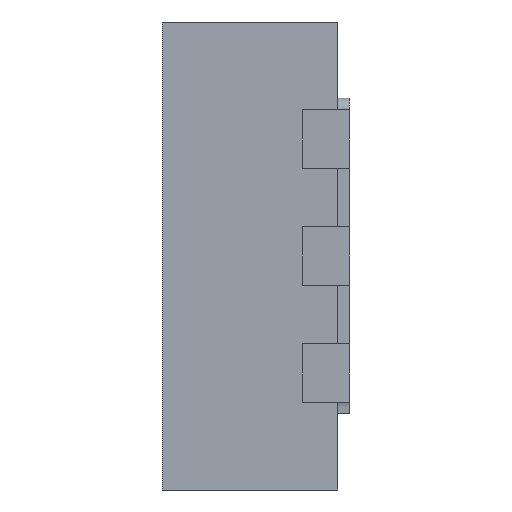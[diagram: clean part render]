
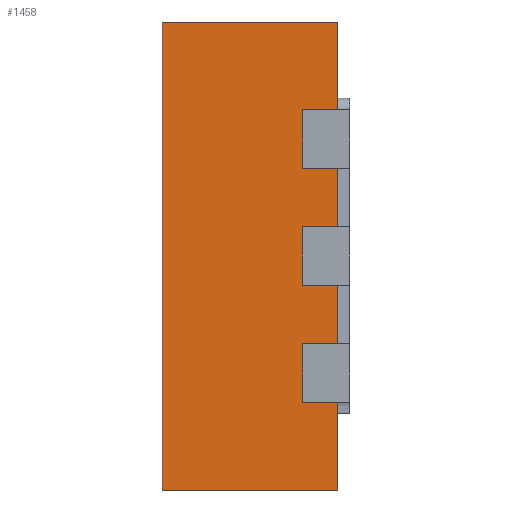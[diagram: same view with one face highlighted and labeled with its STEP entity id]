
A CAD part, left-side view. The second image highlights one B-rep face of the part: STEP entity #1458.
In plain terms, the highlighted planar face has unit normal (-1, 0, 0).
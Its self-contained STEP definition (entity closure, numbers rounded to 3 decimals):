
#64 = DIRECTION ( 'NONE',  ( 0., 0., 1. ) ) ;
#75 = CARTESIAN_POINT ( 'NONE',  ( -1.5, 0.05, -1. ) ) ;
#90 = EDGE_CURVE ( 'NONE', #2081, #3718, #401, .T. ) ;
#118 = ORIENTED_EDGE ( 'NONE', *, *, #2634, .F. ) ;
#125 = CARTESIAN_POINT ( 'NONE',  ( -1.5, 0.2, 0.625 ) ) ;
#138 = CARTESIAN_POINT ( 'NONE',  ( -1.5, 0.2, 0.125 ) ) ;
#205 = LINE ( 'NONE', #1184, #374 ) ;
#214 = EDGE_CURVE ( 'NONE', #586, #3718, #2537, .T. ) ;
#236 = EDGE_CURVE ( 'NONE', #3505, #502, #1391, .T. ) ;
#270 = LINE ( 'NONE', #1307, #2158 ) ;
#338 = LINE ( 'NONE', #1512, #1110 ) ;
#351 = ORIENTED_EDGE ( 'NONE', *, *, #1696, .T. ) ;
#370 = EDGE_CURVE ( 'NONE', #502, #2102, #270, .T. ) ;
#374 = VECTOR ( 'NONE', #866, 1000. ) ;
#401 = LINE ( 'NONE', #3174, #2682 ) ;
#427 = DIRECTION ( 'NONE',  ( 0., 0., 1. ) ) ;
#451 = ORIENTED_EDGE ( 'NONE', *, *, #1213, .T. ) ;
#502 = VERTEX_POINT ( 'NONE', #3424 ) ;
#536 = CARTESIAN_POINT ( 'NONE',  ( -1.5, 0.05, -0.625 ) ) ;
#545 = CARTESIAN_POINT ( 'NONE',  ( -1.5, 0.2, -0.375 ) ) ;
#582 = ORIENTED_EDGE ( 'NONE', *, *, #3399, .F. ) ;
#586 = VERTEX_POINT ( 'NONE', #3307 ) ;
#620 = ORIENTED_EDGE ( 'NONE', *, *, #2009, .T. ) ;
#659 = EDGE_CURVE ( 'NONE', #857, #1246, #1926, .T. ) ;
#676 = VERTEX_POINT ( 'NONE', #3656 ) ;
#677 = ORIENTED_EDGE ( 'NONE', *, *, #90, .F. ) ;
#708 = ORIENTED_EDGE ( 'NONE', *, *, #236, .F. ) ;
#754 = LINE ( 'NONE', #1624, #3189 ) ;
#795 = DIRECTION ( 'NONE',  ( 0., 0., 1. ) ) ;
#801 = LINE ( 'NONE', #845, #1417 ) ;
#808 = ORIENTED_EDGE ( 'NONE', *, *, #3057, .T. ) ;
#845 = CARTESIAN_POINT ( 'NONE',  ( -1.5, 0.05, 1. ) ) ;
#857 = VERTEX_POINT ( 'NONE', #545 ) ;
#866 = DIRECTION ( 'NONE',  ( 0., 0., 1. ) ) ;
#867 = CARTESIAN_POINT ( 'NONE',  ( -1.5, 0.05, 0.625 ) ) ;
#939 = VERTEX_POINT ( 'NONE', #867 ) ;
#973 = CARTESIAN_POINT ( 'NONE',  ( -1.5, 0.05, 1. ) ) ;
#1028 = DIRECTION ( 'NONE',  ( 0., -1., 0. ) ) ;
#1084 = VERTEX_POINT ( 'NONE', #138 ) ;
#1095 = DIRECTION ( 'NONE',  ( 0., -1., 0. ) ) ;
#1110 = VECTOR ( 'NONE', #1276, 1000. ) ;
#1120 = VECTOR ( 'NONE', #2945, 1000. ) ;
#1143 = CARTESIAN_POINT ( 'NONE',  ( -1.5, 0.05, 0.375 ) ) ;
#1167 = CARTESIAN_POINT ( 'NONE',  ( -1.5, 0.05, 1. ) ) ;
#1184 = CARTESIAN_POINT ( 'NONE',  ( -1.5, 0.05, 1. ) ) ;
#1213 = EDGE_CURVE ( 'NONE', #939, #2979, #2972, .T. ) ;
#1246 = VERTEX_POINT ( 'NONE', #2713 ) ;
#1276 = DIRECTION ( 'NONE',  ( 0., 0., -1. ) ) ;
#1303 = ORIENTED_EDGE ( 'NONE', *, *, #1813, .T. ) ;
#1307 = CARTESIAN_POINT ( 'NONE',  ( -1.5, 0.2, 0.375 ) ) ;
#1341 = CARTESIAN_POINT ( 'NONE',  ( -1.5, 0.8, -1. ) ) ;
#1348 = CARTESIAN_POINT ( 'NONE',  ( -1.5, 0.2, -0.375 ) ) ;
#1391 = LINE ( 'NONE', #1796, #2300 ) ;
#1417 = VECTOR ( 'NONE', #2866, 1000. ) ;
#1458 = ADVANCED_FACE ( 'NONE', ( #1820 ), #3315, .T. ) ;
#1468 = ORIENTED_EDGE ( 'NONE', *, *, #1988, .F. ) ;
#1512 = CARTESIAN_POINT ( 'NONE',  ( -1.5, 0.2, 0.125 ) ) ;
#1533 = CARTESIAN_POINT ( 'NONE',  ( -1.5, 0.2, 0.125 ) ) ;
#1549 = DIRECTION ( 'NONE',  ( -1., 0., 0. ) ) ;
#1568 = VERTEX_POINT ( 'NONE', #1341 ) ;
#1576 = VECTOR ( 'NONE', #2059, 1000. ) ;
#1578 = DIRECTION ( 'NONE',  ( 0., -1., 0. ) ) ;
#1590 = DIRECTION ( 'NONE',  ( 0., -1., 0. ) ) ;
#1624 = CARTESIAN_POINT ( 'NONE',  ( -1.5, 0.05, 1. ) ) ;
#1667 = ORIENTED_EDGE ( 'NONE', *, *, #370, .F. ) ;
#1696 = EDGE_CURVE ( 'NONE', #1084, #3170, #3417, .T. ) ;
#1717 = EDGE_CURVE ( 'NONE', #3170, #2102, #754, .T. ) ;
#1766 = CARTESIAN_POINT ( 'NONE',  ( -1.5, 0.8, 1. ) ) ;
#1796 = CARTESIAN_POINT ( 'NONE',  ( -1.5, 0.2, 0.625 ) ) ;
#1799 = VERTEX_POINT ( 'NONE', #536 ) ;
#1813 = EDGE_CURVE ( 'NONE', #2979, #3519, #801, .T. ) ;
#1820 = FACE_OUTER_BOUND ( 'NONE', #1992, .T. ) ;
#1855 = VECTOR ( 'NONE', #1095, 1000. ) ;
#1926 = LINE ( 'NONE', #1348, #2624 ) ;
#1981 = ORIENTED_EDGE ( 'NONE', *, *, #214, .T. ) ;
#1988 = EDGE_CURVE ( 'NONE', #1084, #2081, #338, .T. ) ;
#1990 = LINE ( 'NONE', #75, #1576 ) ;
#1992 = EDGE_LOOP ( 'NONE', ( #351, #2183, #1667, #708, #620, #451, #1303, #118, #582, #808, #2591, #2204, #2066, #1981, #677, #1468 ) ) ;
#2009 = EDGE_CURVE ( 'NONE', #3505, #939, #3494, .T. ) ;
#2012 = DIRECTION ( 'NONE',  ( 0., -1., 0. ) ) ;
#2059 = DIRECTION ( 'NONE',  ( 0., 1., 0. ) ) ;
#2066 = ORIENTED_EDGE ( 'NONE', *, *, #2750, .T. ) ;
#2081 = VERTEX_POINT ( 'NONE', #2830 ) ;
#2102 = VERTEX_POINT ( 'NONE', #1143 ) ;
#2135 = LINE ( 'NONE', #3256, #3042 ) ;
#2158 = VECTOR ( 'NONE', #1590, 1000. ) ;
#2183 = ORIENTED_EDGE ( 'NONE', *, *, #1717, .T. ) ;
#2204 = ORIENTED_EDGE ( 'NONE', *, *, #659, .F. ) ;
#2268 = CARTESIAN_POINT ( 'NONE',  ( -1.5, 0.05, 1. ) ) ;
#2300 = VECTOR ( 'NONE', #3270, 1000. ) ;
#2376 = CARTESIAN_POINT ( 'NONE',  ( -1.5, 0.05, 1. ) ) ;
#2514 = VECTOR ( 'NONE', #1578, 1000. ) ;
#2537 = LINE ( 'NONE', #2376, #3432 ) ;
#2591 = ORIENTED_EDGE ( 'NONE', *, *, #2967, .F. ) ;
#2624 = VECTOR ( 'NONE', #3362, 1000. ) ;
#2634 = EDGE_CURVE ( 'NONE', #1568, #3519, #3231, .T. ) ;
#2643 = DIRECTION ( 'NONE',  ( 0., 0., 1. ) ) ;
#2682 = VECTOR ( 'NONE', #2012, 1000. ) ;
#2713 = CARTESIAN_POINT ( 'NONE',  ( -1.5, 0.2, -0.625 ) ) ;
#2748 = CARTESIAN_POINT ( 'NONE',  ( -1.5, 0.2, 0.625 ) ) ;
#2750 = EDGE_CURVE ( 'NONE', #857, #586, #2135, .T. ) ;
#2830 = CARTESIAN_POINT ( 'NONE',  ( -1.5, 0.2, -0.125 ) ) ;
#2866 = DIRECTION ( 'NONE',  ( 0., 1., 0. ) ) ;
#2945 = DIRECTION ( 'NONE',  ( 0., 0., 1. ) ) ;
#2967 = EDGE_CURVE ( 'NONE', #1246, #1799, #3318, .T. ) ;
#2972 = LINE ( 'NONE', #1167, #1120 ) ;
#2979 = VERTEX_POINT ( 'NONE', #2268 ) ;
#3042 = VECTOR ( 'NONE', #3273, 1000. ) ;
#3057 = EDGE_CURVE ( 'NONE', #676, #1799, #205, .T. ) ;
#3124 = CARTESIAN_POINT ( 'NONE',  ( -1.5, 0.2, -0.625 ) ) ;
#3132 = CARTESIAN_POINT ( 'NONE',  ( -1.5, 0.05, -0.125 ) ) ;
#3139 = VECTOR ( 'NONE', #64, 1000. ) ;
#3170 = VERTEX_POINT ( 'NONE', #3358 ) ;
#3174 = CARTESIAN_POINT ( 'NONE',  ( -1.5, 0.2, -0.125 ) ) ;
#3189 = VECTOR ( 'NONE', #795, 1000. ) ;
#3231 = LINE ( 'NONE', #1766, #3139 ) ;
#3256 = CARTESIAN_POINT ( 'NONE',  ( -1.5, 0.2, -0.375 ) ) ;
#3262 = CARTESIAN_POINT ( 'NONE',  ( -1.5, 0.8, 1. ) ) ;
#3270 = DIRECTION ( 'NONE',  ( 0., 0., -1. ) ) ;
#3273 = DIRECTION ( 'NONE',  ( 0., -1., 0. ) ) ;
#3307 = CARTESIAN_POINT ( 'NONE',  ( -1.5, 0.05, -0.375 ) ) ;
#3315 = PLANE ( 'NONE',  #3390 ) ;
#3318 = LINE ( 'NONE', #3124, #1855 ) ;
#3358 = CARTESIAN_POINT ( 'NONE',  ( -1.5, 0.05, 0.125 ) ) ;
#3362 = DIRECTION ( 'NONE',  ( 0., 0., -1. ) ) ;
#3390 = AXIS2_PLACEMENT_3D ( 'NONE', #973, #1549, #427 ) ;
#3399 = EDGE_CURVE ( 'NONE', #676, #1568, #1990, .T. ) ;
#3417 = LINE ( 'NONE', #1533, #3497 ) ;
#3424 = CARTESIAN_POINT ( 'NONE',  ( -1.5, 0.2, 0.375 ) ) ;
#3432 = VECTOR ( 'NONE', #2643, 1000. ) ;
#3494 = LINE ( 'NONE', #2748, #2514 ) ;
#3497 = VECTOR ( 'NONE', #1028, 1000. ) ;
#3505 = VERTEX_POINT ( 'NONE', #125 ) ;
#3519 = VERTEX_POINT ( 'NONE', #3262 ) ;
#3656 = CARTESIAN_POINT ( 'NONE',  ( -1.5, 0.05, -1. ) ) ;
#3718 = VERTEX_POINT ( 'NONE', #3132 ) ;
